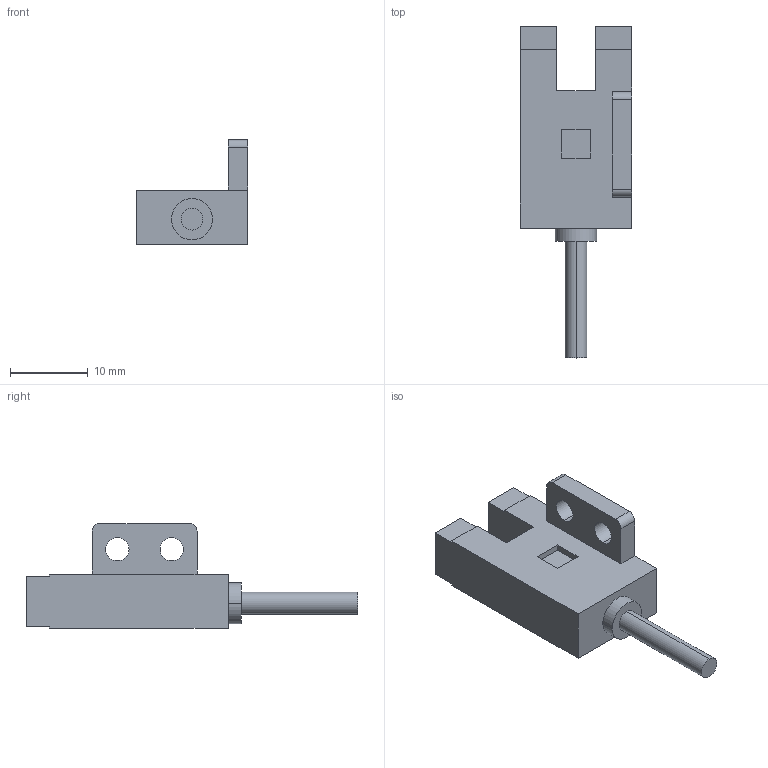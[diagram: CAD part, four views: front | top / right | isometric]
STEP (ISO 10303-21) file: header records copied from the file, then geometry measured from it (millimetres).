
FILE_DESCRIPTION((''),'2;1');
FILE_NAME('677WR_','2022-07-05T14:41:23',('Administrator'),(''),'CREO PARAMETRIC BY PTC INC, 2021023','CREO PARAMETRIC BY PTC INC, 2021023','');
FILE_SCHEMA(('CONFIG_CONTROL_DESIGN'));
Length unit declared in the file: millimetre
Products named in the file (1): 677WR_
Bounding box: 14.3 x 42.7 x 13.5 mm (x, y, z)
Volume: 2569.7 mm3; surface area: 1771.3 mm2
Topology: 1 solids, 1 shells, 50 faces, 132 edges, 88 vertices
Faces by surface type: plane 35, cylinder 15
Entity records: 1592 total; most frequent: CARTESIAN_POINT 270, ORIENTED_EDGE 264, DIRECTION 262, EDGE_CURVE 132, VECTOR 102, LINE 102, VERTEX_POINT 88, AXIS2_PLACEMENT_3D 80
